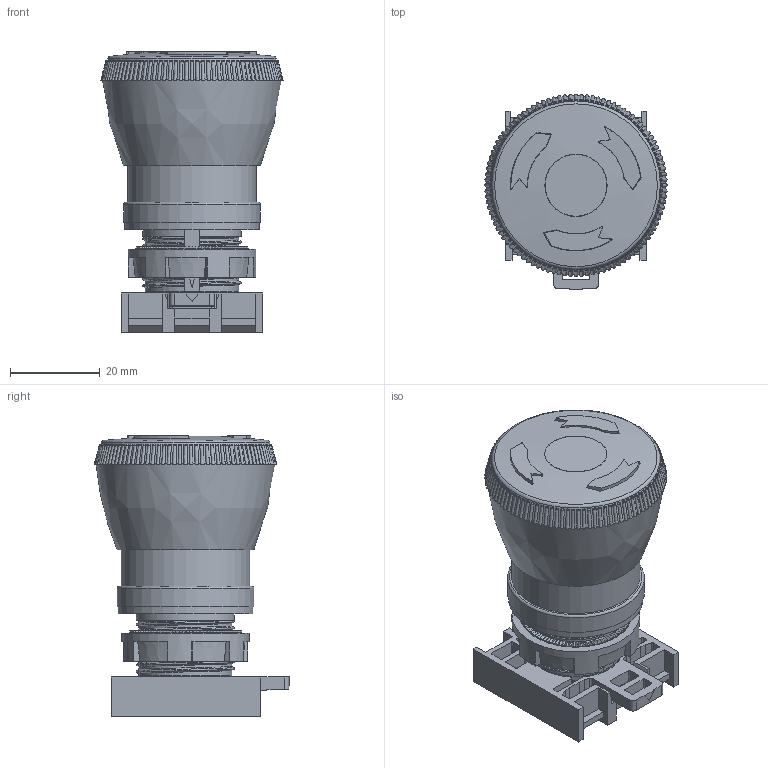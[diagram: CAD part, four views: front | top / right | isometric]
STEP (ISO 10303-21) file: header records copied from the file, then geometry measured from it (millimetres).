
FILE_DESCRIPTION(/* description */ (''),/* implementation_level */ '2;1');
FILE_NAME(/* name */ 'W22PTR-YMR (V2.0).stp',/* time_stamp */ '2020-07-30T17:38:45+05:00',/* author */ ('Owner'),/* organization */ (''),/* preprocessor_version */ 'ST-DEVELOPER v18',/* originating_system */ 'Autodesk Inventor 2020',/* authorisation */ '');
FILE_SCHEMA (('AUTOMOTIVE_DESIGN { 1 0 10303 214 3 1 1 }'));
Length unit declared in the file: millimetre
Products named in the file (1): Part15
Bounding box: 40.64 x 43.52 x 62.61 mm (x, y, z)
Volume: 31118.6 mm3; surface area: 40806.1 mm2
Topology: 5 solids, 7 shells, 2264 faces, 6379 edges, 4127 vertices
Faces by surface type: plane 1512, cylinder 376, bspline 282, cone 55, torus 29, sphere 10
Full cylindrical faces by diameter (mm): 1.973 x2, 2.286 x3, 2.762 x1, 10.16 x1, 13.8 x1, 13.9 x1, 14.5 x2, 14.8 x1, 15 x1, 16 x1, 17 x1, 17.018 x1, 19.05 x1, 19.1 x2, 20.066 x1, 20.3 x1, 21.3 x1, 22.35 x3, 22.5 x1, 24.95 x1, 25.6 x1, 28.5 x1, 28.6 x1, 29.261 x1, 30 x1, 30.5 x1, 31.75 x1, 38.354 x1
Entity records: 94082 total; most frequent: CARTESIAN_POINT 34840, ORIENTED_EDGE 12750, DIRECTION 10942, EDGE_CURVE 6375, VERTEX_POINT 4127, AXIS2_PLACEMENT_3D 3901, LINE 3140, VECTOR 3140
